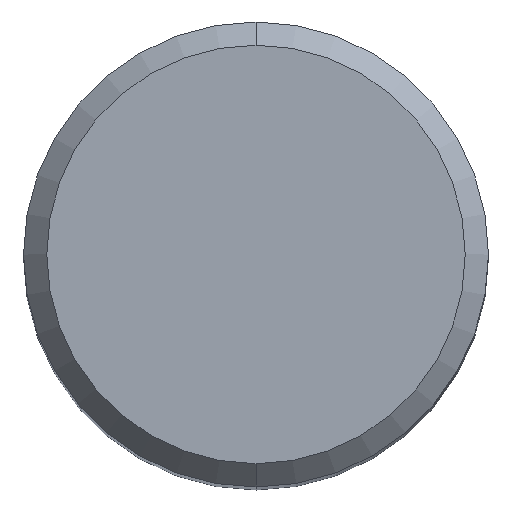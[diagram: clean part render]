
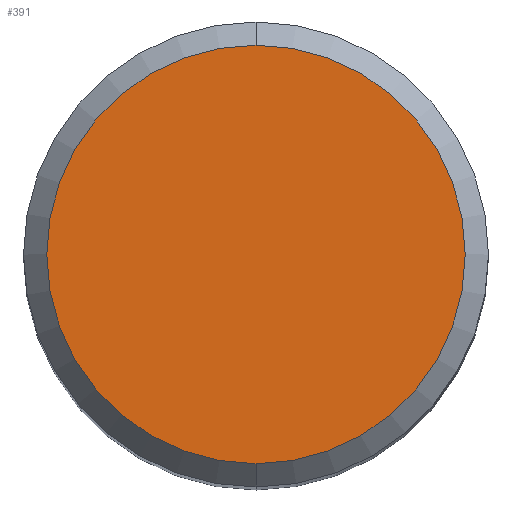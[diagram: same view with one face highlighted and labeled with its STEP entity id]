
A CAD part, top view. The second image highlights one B-rep face of the part: STEP entity #391.
In plain terms, the highlighted planar face has unit normal (0, 0, 1).
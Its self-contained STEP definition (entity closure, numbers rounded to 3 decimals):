
#337=VERTEX_POINT('',#647);
#363=VERTEX_POINT('',#673);
#377=EDGE_CURVE('',#337,#363,#689,.T.);
#391=ADVANCED_FACE('',(#704),#705,.T.);
#435=EDGE_CURVE('',#363,#337,#753,.T.);
#647=CARTESIAN_POINT('',(0.,-5.4,0.0));
#673=CARTESIAN_POINT('',(0.0,5.4,0.0));
#689=CIRCLE('',#1226,5.4);
#704=FACE_OUTER_BOUND('',#1294,.T.);
#705=PLANE('',#1295);
#753=CIRCLE('',#1434,5.4);
#1226=AXIS2_PLACEMENT_3D('',#1708,#1709,#1710);
#1294=EDGE_LOOP('',(#1718,#1719));
#1295=AXIS2_PLACEMENT_3D('',#1720,#1721,#1722);
#1434=AXIS2_PLACEMENT_3D('',#1766,#1767,#1768);
#1708=CARTESIAN_POINT('',(0.0,0.0,0.0));
#1709=DIRECTION('',(0.0,0.0,-1.0));
#1710=DIRECTION('',(0.0,1.0,0.0));
#1718=ORIENTED_EDGE('',*,*,#435,.F.);
#1719=ORIENTED_EDGE('',*,*,#377,.F.);
#1720=CARTESIAN_POINT('',(0.0,2.7,0.0));
#1721=DIRECTION('',(-0.0,0.0,1.0));
#1722=DIRECTION('',(0.0,-1.0,0.0));
#1766=CARTESIAN_POINT('',(0.0,0.0,0.0));
#1767=DIRECTION('',(0.0,0.0,-1.0));
#1768=DIRECTION('',(0.0,1.0,0.0));
